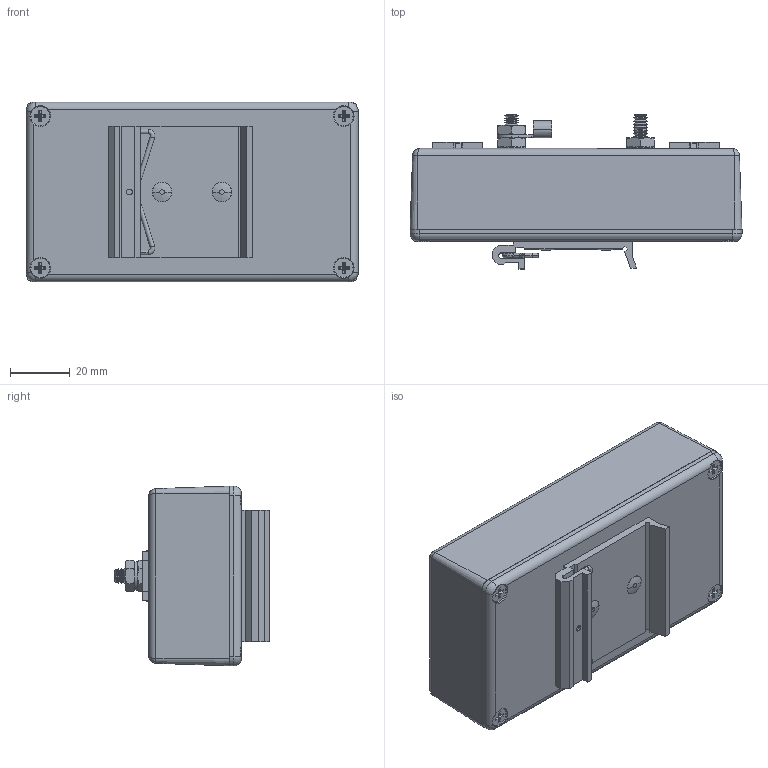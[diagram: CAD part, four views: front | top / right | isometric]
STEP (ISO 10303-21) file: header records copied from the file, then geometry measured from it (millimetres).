
FILE_DESCRIPTION (( 'STEP AP214' ), '1' );
FILE_NAME ('PI-1C6-ATB-LPDN_3D.STEP', '2020-06-08T14:05:00', ( '' ), ( '' ), 'SwSTEP 2.0', 'SolidWorks 2018', '' );
FILE_SCHEMA (( 'AUTOMOTIVE_DESIGN' ));
Length unit declared in the file: inch
Products named in the file (15): XFW-0002; PI-1C6-ATB-LPDN_3D; XFS-0039; DIN-MNT44; X557969-1; 1AJ09-119; 1-8_ PopR_Head; XMH-0016; XF471-01_with text; XCT-0005; DIN-MNT44-MA1; BTD-CAT6-P1-HP-MA1; X-JACK2_5-01; 1AT02-016; XFN-0003
Assembly tree (22 placements, depth 3):
  PI-1C6-ATB-LPDN_3D
    1AT02-016
    XF471-01_with text
    X557969-1  x2
    X-JACK2_5-01
    XCT-0005
    XFN-0003  x3
    XFW-0002  x2
    XMH-0016
    BTD-CAT6-P1-HP-MA1
    DIN-MNT44
      DIN-MNT44-MA1
      1AJ09-119
    1-8_ PopR_Head  x2
    XFS-0039  x4
Bounding box: 111.15 x 51.64 x 60.2 mm (x, y, z)
Volume: 52226.1 mm3; surface area: 63724.4 mm2
Topology: 21 solids, 21 shells, 2434 faces, 6136 edges, 3828 vertices
Faces by surface type: plane 1328, cone 706, cylinder 243, bspline 125, torus 28, sphere 4
Entity records: 70927 total; most frequent: CARTESIAN_POINT 19183, ORIENTED_EDGE 8184, DIRECTION 7530, EDGE_CURVE 4092, VECTOR 2976, LINE 2976, VERTEX_POINT 2598, AXIS2_PLACEMENT_3D 2277
